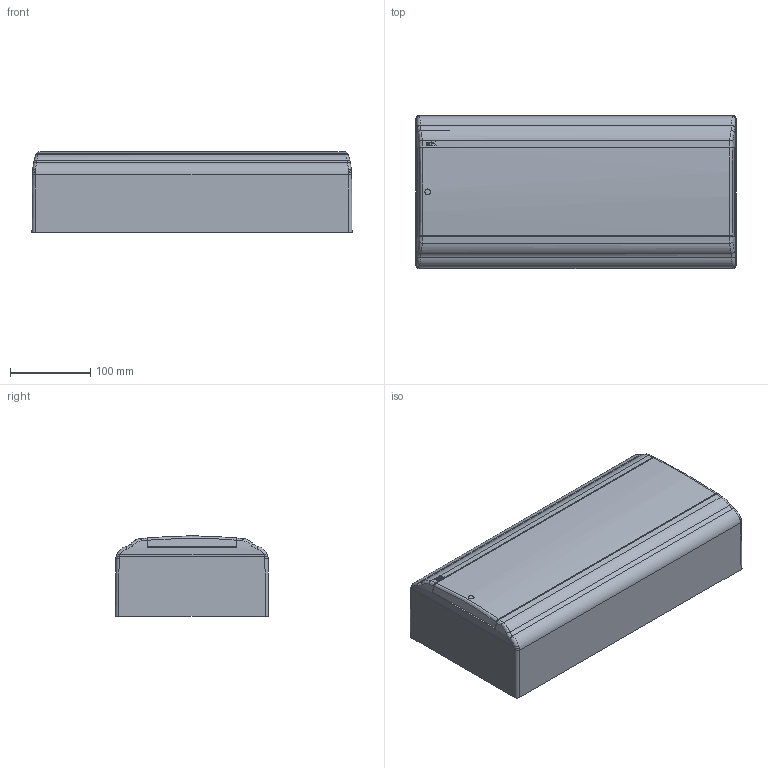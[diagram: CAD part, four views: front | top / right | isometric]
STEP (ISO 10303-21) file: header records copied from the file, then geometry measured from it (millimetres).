
FILE_DESCRIPTION (( 'STEP AP214' ), '1' );
FILE_NAME ('MKP82-N-18-41-10 Áîêñ ÙÐÍ-Ï-18 ìîäóëåé íàâåñí.ïëàñòèê IP41 PRIME_1.STEP', '2016-09-01T11:08:26', ( '' ), ( '' ), 'SwSTEP 2.0', 'SolidWorks 2014', '' );
FILE_SCHEMA (( 'AUTOMOTIVE_DESIGN' ));
Length unit declared in the file: millimetre
Products named in the file (1): MKP82-N-18-41-10 Áîêñ ÙÐÍ-Ï-18 ìîäóëåé íàâåñí.ïëàñòèê IP41 PRIME_1
Bounding box: 399.05 x 191.05 x 100 mm (x, y, z)
Volume: 930363.6 mm3; surface area: 727113.5 mm2
Topology: 12 solids, 12 shells, 2664 faces, 7045 edges, 4655 vertices
Faces by surface type: plane 1454, bspline 915, cylinder 231, cone 64
Entity records: 136649 total; most frequent: CARTESIAN_POINT 47478, ORIENTED_EDGE 14090, DIRECTION 9114, EDGE_CURVE 7045, VERTEX_POINT 4655, VECTOR 4598, LINE 4598, EDGE_LOOP 2942
